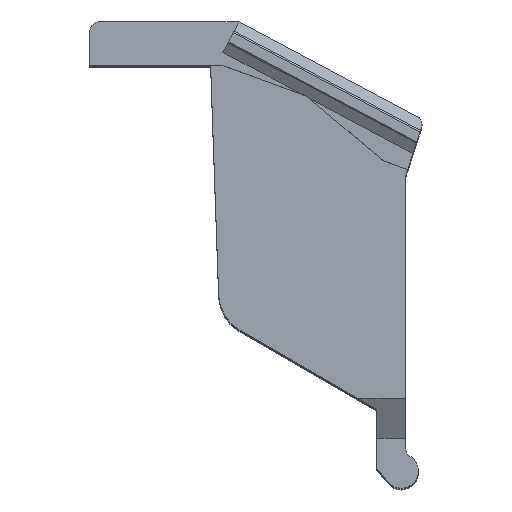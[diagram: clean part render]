
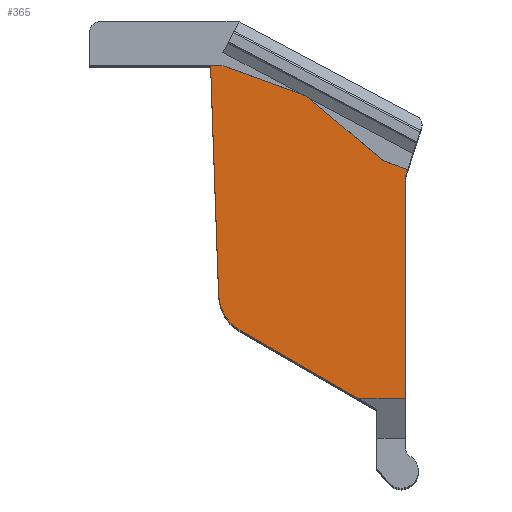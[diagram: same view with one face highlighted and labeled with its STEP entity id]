
A CAD part, top view. The second image highlights one B-rep face of the part: STEP entity #365.
In plain terms, the highlighted planar face has unit normal (0, 0, 1).
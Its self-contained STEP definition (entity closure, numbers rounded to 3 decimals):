
#192=CIRCLE('',#3931,1.5);
#365=ADVANCED_FACE('',(#695),#517,.T.);
#517=PLANE('',#3932);
#695=FACE_OUTER_BOUND('',#877,.T.);
#877=EDGE_LOOP('',(#1851,#1852,#1853,#1854,#1855,#1856,#1857,#1858,#1859,
#1860));
#1851=ORIENTED_EDGE('',*,*,#2778,.T.);
#1852=ORIENTED_EDGE('',*,*,#2350,.T.);
#1853=ORIENTED_EDGE('',*,*,#2377,.F.);
#1854=ORIENTED_EDGE('',*,*,#2533,.F.);
#1855=ORIENTED_EDGE('',*,*,#2511,.T.);
#1856=ORIENTED_EDGE('',*,*,#2469,.T.);
#1857=ORIENTED_EDGE('',*,*,#2779,.T.);
#1858=ORIENTED_EDGE('',*,*,#2780,.T.);
#1859=ORIENTED_EDGE('',*,*,#2766,.T.);
#1860=ORIENTED_EDGE('',*,*,#2777,.T.);
#2003=VERTEX_POINT('',#5037);
#2004=VERTEX_POINT('',#5039);
#2022=VERTEX_POINT('',#5091);
#2093=VERTEX_POINT('',#5278);
#2094=VERTEX_POINT('',#5279);
#2124=VERTEX_POINT('',#5358);
#2260=VERTEX_POINT('',#5895);
#2261=VERTEX_POINT('',#5896);
#2269=VERTEX_POINT('',#5916);
#2270=VERTEX_POINT('',#5921);
#2350=EDGE_CURVE('',#2004,#2003,#2862,.T.);
#2377=EDGE_CURVE('',#2022,#2003,#2889,.T.);
#2469=EDGE_CURVE('',#2093,#2094,#2973,.T.);
#2511=EDGE_CURVE('',#2124,#2093,#3015,.T.);
#2533=EDGE_CURVE('',#2124,#2022,#3037,.T.);
#2766=EDGE_CURVE('',#2260,#2261,#3229,.T.);
#2777=EDGE_CURVE('',#2261,#2269,#3240,.T.);
#2778=EDGE_CURVE('',#2269,#2004,#3241,.T.);
#2779=EDGE_CURVE('',#2094,#2270,#3242,.T.);
#2780=EDGE_CURVE('',#2270,#2260,#192,.T.);
#2862=LINE('',#5038,#3318);
#2889=LINE('',#5092,#3345);
#2973=LINE('',#5277,#3429);
#3015=LINE('',#5363,#3471);
#3037=LINE('',#5401,#3493);
#3229=LINE('',#5894,#3685);
#3240=LINE('',#5917,#3696);
#3241=LINE('',#5919,#3697);
#3242=LINE('',#5920,#3698);
#3318=VECTOR('',#4019,1.);
#3345=VECTOR('',#4062,1.);
#3429=VECTOR('',#4208,1.);
#3471=VECTOR('',#4270,1.);
#3493=VECTOR('',#4308,1.);
#3685=VECTOR('',#4788,1.);
#3696=VECTOR('',#4803,1.);
#3697=VECTOR('',#4806,1.);
#3698=VECTOR('',#4807,1.);
#3931=AXIS2_PLACEMENT_3D('',#5922,#4808,#4809);
#3932=AXIS2_PLACEMENT_3D('',#5923,#4810,#4811);
#4019=DIRECTION('',(0.309,0.951,0.));
#4062=DIRECTION('',(0.94,-0.342,0.));
#4208=DIRECTION('',(-1.,0.,0.));
#4270=DIRECTION('',(-0.94,0.342,0.));
#4308=DIRECTION('',(0.766,-0.643,0.));
#4788=DIRECTION('',(0.866,-0.5,0.));
#4803=DIRECTION('',(1.,0.,0.));
#4806=DIRECTION('',(0.,1.,0.));
#4807=DIRECTION('',(0.035,-0.999,0.));
#4808=DIRECTION('',(0.,0.,1.));
#4809=DIRECTION('',(-0.999,-0.035,0.));
#4810=DIRECTION('',(0.,0.,1.));
#4811=DIRECTION('',(1.,0.,0.));
#5037=CARTESIAN_POINT('',(0.077,-3.646,33.8));
#5038=CARTESIAN_POINT('',(0.,-3.883,33.8));
#5039=CARTESIAN_POINT('',(0.,-3.883,33.8));
#5091=CARTESIAN_POINT('',(-0.769,-3.338,33.8));
#5092=CARTESIAN_POINT('',(-0.769,-3.338,33.8));
#5277=CARTESIAN_POINT('',(-6.432,0.,33.8));
#5278=CARTESIAN_POINT('',(-6.432,0.,33.8));
#5279=CARTESIAN_POINT('',(-6.795,0.,33.8));
#5358=CARTESIAN_POINT('',(-3.457,-1.083,33.8));
#5363=CARTESIAN_POINT('',(-3.457,-1.083,33.8));
#5401=CARTESIAN_POINT('',(-3.457,-1.083,33.8));
#5894=CARTESIAN_POINT('',(-5.767,-9.248,33.8));
#5895=CARTESIAN_POINT('',(-5.767,-9.248,33.8));
#5896=CARTESIAN_POINT('',(-1.668,-11.614,33.8));
#5916=CARTESIAN_POINT('',(0.,-11.614,33.8));
#5917=CARTESIAN_POINT('',(-1.668,-11.614,33.8));
#5919=CARTESIAN_POINT('',(0.,-11.614,33.8));
#5920=CARTESIAN_POINT('',(-6.795,0.,33.8));
#5921=CARTESIAN_POINT('',(-6.516,-8.001,33.8));
#5922=CARTESIAN_POINT('',(-5.017,-7.949,33.8));
#5923=CARTESIAN_POINT('',(0.,0.,33.8));
